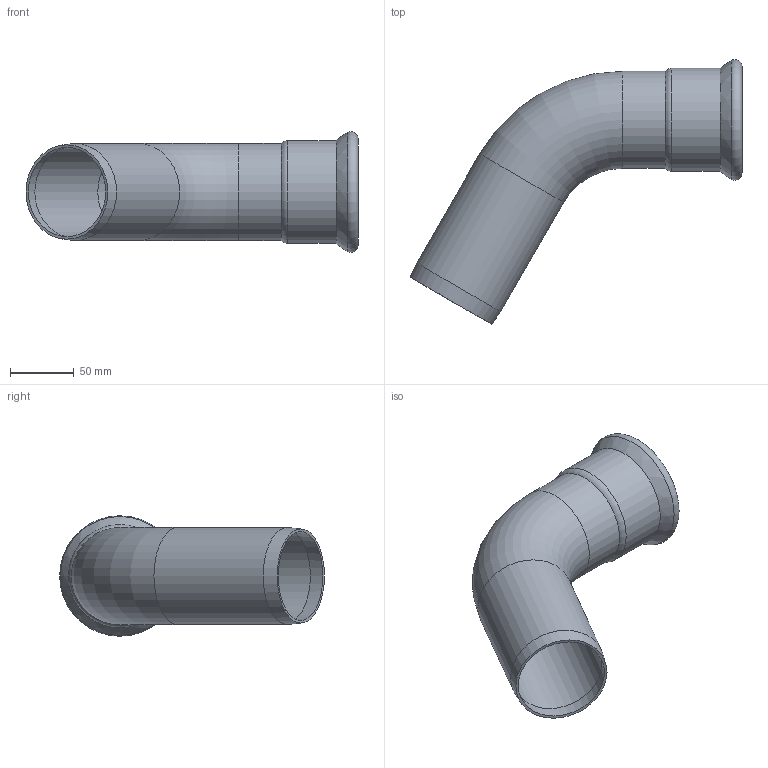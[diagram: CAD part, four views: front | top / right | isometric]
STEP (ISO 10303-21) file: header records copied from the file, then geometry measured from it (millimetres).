
FILE_DESCRIPTION(/* description */ ('CURVA 60° MF De76,1'),/* implementation_level */ '2;1');
FILE_NAME(/* name */ '181076601_Inoxprex.stp',/* time_stamp */ '2022-10-11T09:40:10+02:00',/* author */ ('Vault'),/* organization */ ('Raccorderie metalliche s.p.a. '),/* preprocessor_version */ 'ST-DEVELOPER v18.1',/* originating_system */ 'Autodesk Inventor 2020',/* authorisation */ 'Raccorderie metalliche s.p.a. ');
FILE_SCHEMA (('AUTOMOTIVE_DESIGN { 1 0 10303 214 3 1 1 }'));
Length unit declared in the file: millimetre
Products named in the file (1): 181076601_Inoxprex
Bounding box: 260.38 x 207.62 x 94.49 mm (x, y, z)
Volume: 161803.6 mm3; surface area: 145024.3 mm2
Topology: 1 solids, 1 shells, 21 faces, 71 edges, 51 vertices
Faces by surface type: cylinder 8, torus 7, cone 4, bspline 1, plane 1
Full cylindrical faces by diameter (mm): 72.1 x2, 76.1 x2, 76.7 x1, 78.5 x2, 80.7 x1
Entity records: 899 total; most frequent: DIRECTION 172, CARTESIAN_POINT 170, ORIENTED_EDGE 142, AXIS2_PLACEMENT_3D 80, EDGE_CURVE 71, CIRCLE 59, VERTEX_POINT 51, EDGE_LOOP 22
